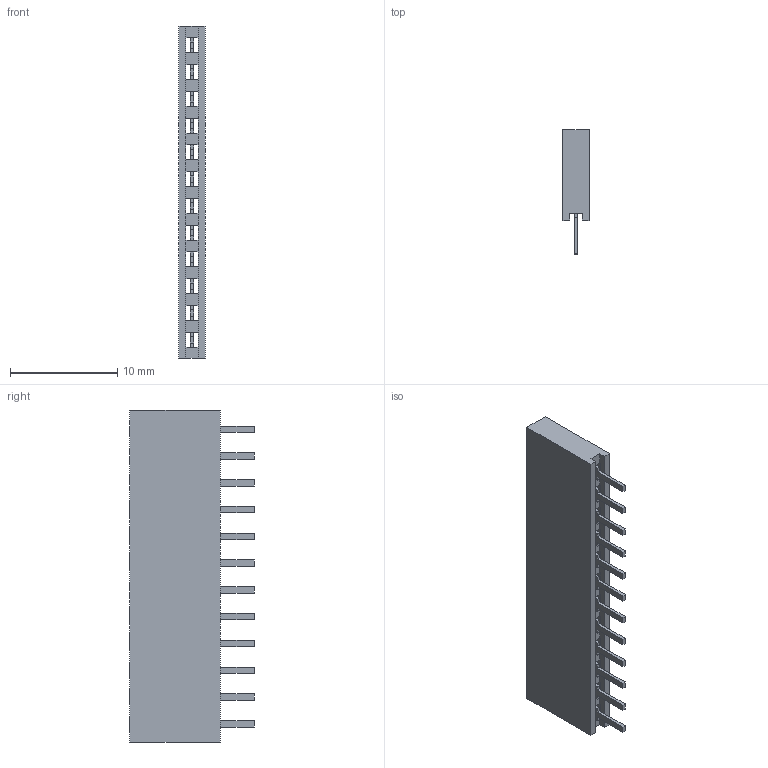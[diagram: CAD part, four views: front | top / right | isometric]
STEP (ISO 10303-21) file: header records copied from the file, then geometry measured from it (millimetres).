
FILE_DESCRIPTION(/* description */ (''),/* implementation_level */ '2;1');
FILE_NAME(/* name */ 'female pins.step',/* time_stamp */ '2022-08-27T00:20:19-06:00',/* author */ (''),/* organization */ (''),/* preprocessor_version */ 'ST-DEVELOPER v19',/* originating_system */ 'Autodesk Translation Framework v11.7.0.108',/* authorisation */ '');
FILE_SCHEMA (('AUTOMOTIVE_DESIGN { 1 0 10303 214 3 1 1 }'));
Length unit declared in the file: millimetre
Products named in the file (1): female
Bounding box: 2.45 x 11.62 x 31 mm (x, y, z)
Volume: 446.5 mm3; surface area: 1352.8 mm2
Topology: 1 solids, 1 shells, 214 faces, 696 edges, 448 vertices
Faces by surface type: plane 214
Entity records: 7545 total; most frequent: ORIENTED_EDGE 1392, CARTESIAN_POINT 1359, DIRECTION 1126, LINE 696, VECTOR 696, EDGE_CURVE 696, VERTEX_POINT 448, EDGE_LOOP 226
